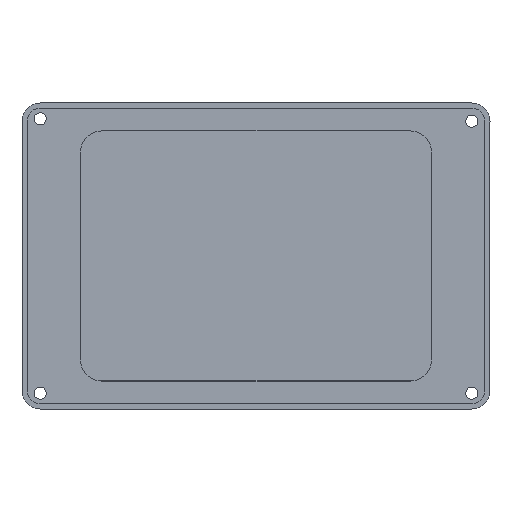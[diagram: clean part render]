
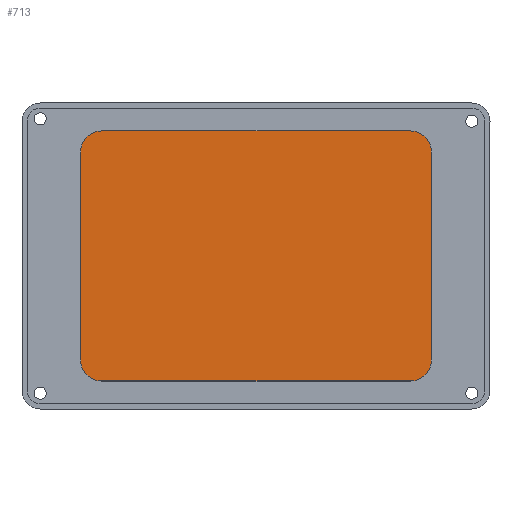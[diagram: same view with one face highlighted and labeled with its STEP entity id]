
A CAD part, top view. The second image highlights one B-rep face of the part: STEP entity #713.
In plain terms, the highlighted planar face has unit normal (0, 0, 1).
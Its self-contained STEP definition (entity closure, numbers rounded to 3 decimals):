
#39=PLANE('',#799);
#79=FACE_OUTER_BOUND('',#124,.T.);
#124=EDGE_LOOP('',(#607,#608,#609,#610,#611,#612,#613,#614));
#179=LINE('',#1168,#243);
#182=LINE('',#1179,#246);
#186=LINE('',#1191,#250);
#189=LINE('',#1200,#253);
#243=VECTOR('',#955,10.);
#246=VECTOR('',#966,10.);
#250=VECTOR('',#978,10.);
#253=VECTOR('',#989,10.);
#291=CIRCLE('',#784,8.);
#293=CIRCLE('',#788,8.);
#295=CIRCLE('',#792,8.);
#297=CIRCLE('',#796,8.);
#343=VERTEX_POINT('',#1155);
#344=VERTEX_POINT('',#1156);
#348=VERTEX_POINT('',#1166);
#349=VERTEX_POINT('',#1170);
#350=VERTEX_POINT('',#1171);
#353=VERTEX_POINT('',#1182);
#354=VERTEX_POINT('',#1183);
#357=VERTEX_POINT('',#1194);
#427=EDGE_CURVE('',#343,#344,#291,.T.);
#433=EDGE_CURVE('',#343,#348,#179,.T.);
#434=EDGE_CURVE('',#349,#350,#293,.T.);
#438=EDGE_CURVE('',#349,#344,#182,.T.);
#440=EDGE_CURVE('',#353,#354,#295,.T.);
#444=EDGE_CURVE('',#353,#350,#186,.T.);
#446=EDGE_CURVE('',#357,#348,#297,.T.);
#449=EDGE_CURVE('',#357,#354,#189,.T.);
#607=ORIENTED_EDGE('',*,*,#427,.F.);
#608=ORIENTED_EDGE('',*,*,#433,.T.);
#609=ORIENTED_EDGE('',*,*,#446,.F.);
#610=ORIENTED_EDGE('',*,*,#449,.T.);
#611=ORIENTED_EDGE('',*,*,#440,.F.);
#612=ORIENTED_EDGE('',*,*,#444,.T.);
#613=ORIENTED_EDGE('',*,*,#434,.F.);
#614=ORIENTED_EDGE('',*,*,#438,.T.);
#713=ADVANCED_FACE('',(#79),#39,.T.);
#784=AXIS2_PLACEMENT_3D('',#1157,#945,#946);
#788=AXIS2_PLACEMENT_3D('',#1172,#958,#959);
#792=AXIS2_PLACEMENT_3D('',#1184,#970,#971);
#796=AXIS2_PLACEMENT_3D('',#1195,#982,#983);
#799=AXIS2_PLACEMENT_3D('',#1202,#991,#992);
#945=DIRECTION('center_axis',(0.,0.,-1.));
#946=DIRECTION('ref_axis',(-0.707,0.707,0.));
#955=DIRECTION('',(0.,-1.,0.));
#958=DIRECTION('center_axis',(0.,0.,-1.));
#959=DIRECTION('ref_axis',(0.707,0.707,0.));
#966=DIRECTION('',(-1.,0.,0.));
#970=DIRECTION('center_axis',(0.,0.,-1.));
#971=DIRECTION('ref_axis',(0.707,-0.707,0.));
#978=DIRECTION('',(0.,1.,0.));
#982=DIRECTION('center_axis',(0.,0.,-1.));
#983=DIRECTION('ref_axis',(-0.707,-0.707,0.));
#989=DIRECTION('',(1.,0.,0.));
#991=DIRECTION('center_axis',(0.,0.,1.));
#992=DIRECTION('ref_axis',(1.,0.,0.));
#1155=CARTESIAN_POINT('',(-66.4,39.313,5.6));
#1156=CARTESIAN_POINT('',(-58.4,47.313,5.6));
#1157=CARTESIAN_POINT('Origin',(-58.4,39.313,5.6));
#1166=CARTESIAN_POINT('',(-66.4,-39.313,5.6));
#1168=CARTESIAN_POINT('',(-66.4,-47.313,5.6));
#1170=CARTESIAN_POINT('',(58.4,47.313,5.6));
#1171=CARTESIAN_POINT('',(66.4,39.313,5.6));
#1172=CARTESIAN_POINT('Origin',(58.4,39.313,5.6));
#1179=CARTESIAN_POINT('',(-66.4,47.313,5.6));
#1182=CARTESIAN_POINT('',(66.4,-39.313,5.6));
#1183=CARTESIAN_POINT('',(58.4,-47.313,5.6));
#1184=CARTESIAN_POINT('Origin',(58.4,-39.313,5.6));
#1191=CARTESIAN_POINT('',(66.4,47.313,5.6));
#1194=CARTESIAN_POINT('',(-58.4,-47.313,5.6));
#1195=CARTESIAN_POINT('Origin',(-58.4,-39.313,5.6));
#1200=CARTESIAN_POINT('',(66.4,-47.313,5.6));
#1202=CARTESIAN_POINT('Origin',(0.,0.,5.6));
